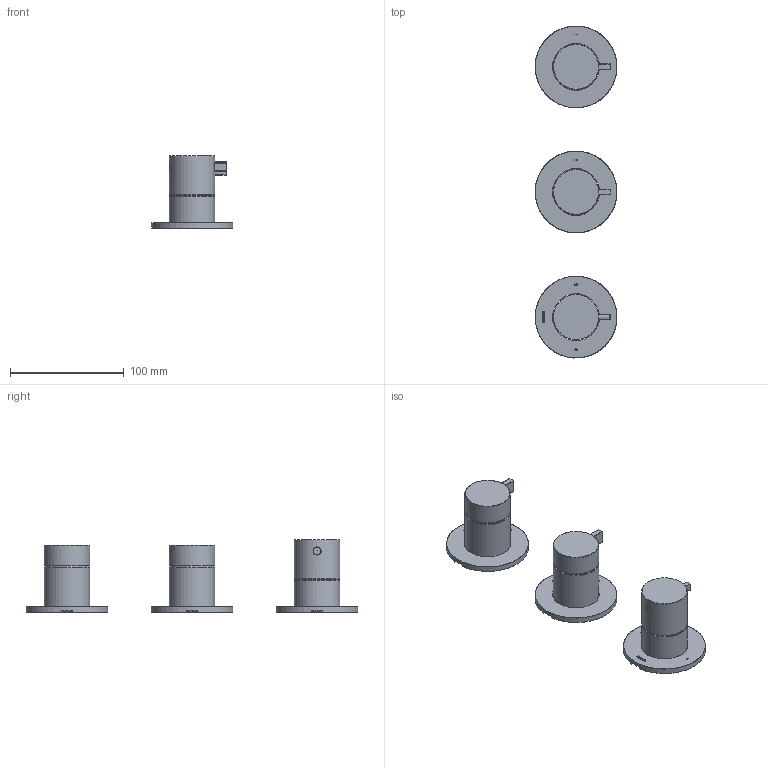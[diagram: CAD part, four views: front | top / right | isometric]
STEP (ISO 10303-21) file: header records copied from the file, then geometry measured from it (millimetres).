
FILE_DESCRIPTION(/* description */ ('Unknown'),/* implementation_level */ '2;1');
FILE_NAME(/* name */ 'AF7067',/* time_stamp */ '2023-02-24T10:45:11+01:00',/* author */ ('Unknown'),/* organization */ ('Unknown'),/* preprocessor_version */ 'ST-DEVELOPER v18.102',/* originating_system */ 'Solid Edge',/* authorisation */ 'Unknown');
FILE_SCHEMA (('AUTOMOTIVE_DESIGN {1 0 10303 214 3 1 1}'));
Length unit declared in the file: millimetre
Products named in the file (14): AF7067EXT-00; BSIMVXA013_1_oa_0; BSIMVXA014_1; ABIX005C018; AF009-03; BSIMVXA058_1; ABIX604C001_oa_1; ABIX604C001_oa_2; AF7067-01; SCCBSC0003; AF009-001_oa_3; ABIX005C010; ABIX005C012; AF009-001_oa_4
Assembly tree (17 placements, depth 3):
  AF7067EXT-00
    BSIMVXA013_1_oa_0
    BSIMVXA014_1
    ABIX005C018
    AF009-03
    BSIMVXA058_1
    ABIX604C001_oa_1
    ABIX604C001_oa_2
    AF7067-01  x2
    SCCBSC0003  x2
    AF009-001_oa_3
      ABIX005C010
      ABIX005C012
    AF009-001_oa_4
      ABIX005C010
      ABIX005C012
Bounding box: 71.91 x 291.92 x 63.81 mm (x, y, z)
Volume: 97769.2 mm3; surface area: 83062.2 mm2
Topology: 15 solids, 15 shells, 573 faces, 1414 edges, 909 vertices
Faces by surface type: plane 276, cylinder 120, cone 72, bspline 62, torus 42, sphere 1
Full cylindrical faces by diameter (mm): 2.5 x5, 3.2 x3, 4 x3, 4.2 x1, 4.5 x1, 5.8 x2, 6 x1, 7 x1, 7.1 x1, 8 x1, 8.1 x1, 28.325 x1, 28.675 x1, 32 x2, 34.5 x2, 35 x1, 35.5 x1, 35.7 x2, 36 x2, 37 x1, 37.3 x4, 37.5 x1, 37.6 x4, 38 x2, 40 x6, 41 x6, 44.8 x3, 50 x3, 69.5 x3, 72 x3
Entity records: 15413 total; most frequent: CARTESIAN_POINT 3532, DIRECTION 1944, ORIENTED_EDGE 1930, EDGE_CURVE 965, AXIS2_PLACEMENT_3D 736, VERTEX_POINT 673, FACE_BOUND 626, EDGE_LOOP 619
